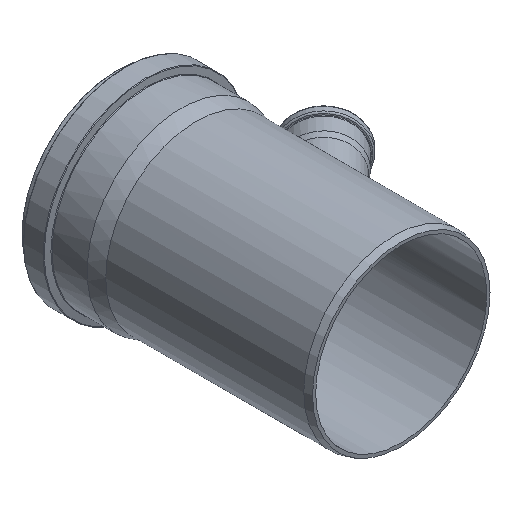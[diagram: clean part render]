
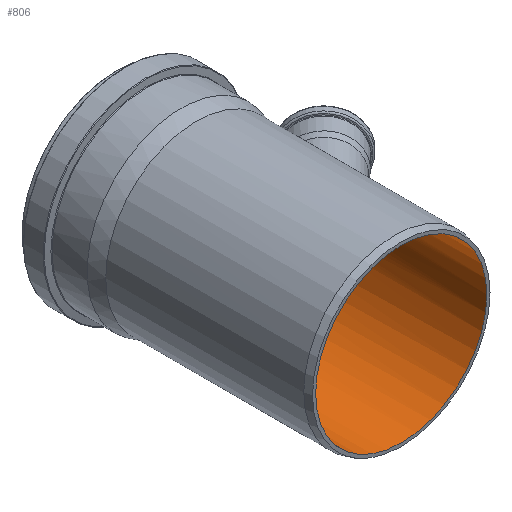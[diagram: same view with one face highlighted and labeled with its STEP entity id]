
A CAD part, isometric view. The second image highlights one B-rep face of the part: STEP entity #806.
In plain terms, the highlighted cylindrical face has radius 149.1 mm (diameter 298.2 mm), a full revolution.
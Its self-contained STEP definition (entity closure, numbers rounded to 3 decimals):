
#83=FACE_BOUND('',#315,.T.);
#137=CIRCLE('',#893,149.1);
#139=CIRCLE('',#897,149.1);
#172=CYLINDRICAL_SURFACE('',#898,149.1);
#220=FACE_OUTER_BOUND('',#314,.T.);
#314=EDGE_LOOP('',(#710,#711));
#315=EDGE_LOOP('',(#712));
#396=B_SPLINE_CURVE_WITH_KNOTS('',3,(#2049,#2050,#2051,#2052,#2053,#2054,
#2055,#2056,#2057,#2058,#2059,#2060,#2061,#2062,#2063,#2064,#2065,#2066,
#2067,#2068,#2069,#2070,#2071,#2072,#2073,#2074,#2075,#2076,#2077,#2078,
#2079,#2080,#2081,#2082,#2083,#2084,#2085,#2086,#2087,#2088,#2089,#2090,
#2091,#2092,#2093,#2094,#2095,#2096,#2097,#2098,#2099,#2100,#2101,#2102,
#2103,#2104,#2105,#2106,#2107,#2108,#2109,#2110,#2111),.UNSPECIFIED.,.F.,
 .F.,(4,2,2,2,2,2,2,2,2,2,2,2,2,2,2,2,2,2,2,2,2,2,2,3,2,2,2,2,2,2,4),(10.92,
11.277,12.277,13.277,14.278,17.416,
18.985,20.554,21.831,23.108,24.385,
25.662,26.616,27.57,28.524,29.478,
30.432,31.386,32.34,33.294,34.571,
35.848,37.125,38.402,39.971,41.54,
44.678,45.678,46.679,47.679,48.036),
 .UNSPECIFIED.);
#431=VERTEX_POINT('',#2047);
#432=VERTEX_POINT('',#2048);
#456=VERTEX_POINT('',#2194);
#523=EDGE_CURVE('',#431,#432,#396,.T.);
#547=EDGE_CURVE('',#432,#431,#137,.T.);
#549=EDGE_CURVE('',#456,#456,#139,.T.);
#710=ORIENTED_EDGE('',*,*,#547,.F.);
#711=ORIENTED_EDGE('',*,*,#523,.F.);
#712=ORIENTED_EDGE('',*,*,#549,.T.);
#806=ADVANCED_FACE('',(#220,#83),#172,.F.);
#893=AXIS2_PLACEMENT_3D('',#2189,#1068,#1069);
#897=AXIS2_PLACEMENT_3D('',#2195,#1076,#1077);
#898=AXIS2_PLACEMENT_3D('',#2196,#1078,#1079);
#1068=DIRECTION('center_axis',(0.,-1.,0.));
#1069=DIRECTION('ref_axis',(1.,0.,0.));
#1076=DIRECTION('center_axis',(0.,-1.,0.));
#1077=DIRECTION('ref_axis',(1.,0.,0.));
#1078=DIRECTION('center_axis',(0.,-1.,0.));
#1079=DIRECTION('ref_axis',(1.,0.,0.));
#2047=CARTESIAN_POINT('',(148.964,0.,-6.364));
#2048=CARTESIAN_POINT('',(148.964,0.,6.364));
#2049=CARTESIAN_POINT('Ctrl Pts',(148.964,0.,
-6.364));
#2050=CARTESIAN_POINT('Ctrl Pts',(148.915,-0.253,-7.525));
#2051=CARTESIAN_POINT('Ctrl Pts',(148.852,-0.573,-8.675));
#2052=CARTESIAN_POINT('Ctrl Pts',(148.568,-2.029,-12.982));
#2053=CARTESIAN_POINT('Ctrl Pts',(148.264,-3.601,-16.027));
#2054=CARTESIAN_POINT('Ctrl Pts',(147.538,-7.468,-21.717));
#2055=CARTESIAN_POINT('Ctrl Pts',(147.116,-9.765,-24.368));
#2056=CARTESIAN_POINT('Ctrl Pts',(146.235,-14.753,-29.19));
#2057=CARTESIAN_POINT('Ctrl Pts',(145.778,-17.443,-31.362));
#2058=CARTESIAN_POINT('Ctrl Pts',(143.967,-28.599,-39.272));
#2059=CARTESIAN_POINT('Ctrl Pts',(142.514,-38.829,-43.952));
#2060=CARTESIAN_POINT('Ctrl Pts',(140.933,-54.939,-48.698));
#2061=CARTESIAN_POINT('Ctrl Pts',(140.505,-60.439,-49.9));
#2062=CARTESIAN_POINT('Ctrl Pts',(139.926,-71.37,-51.501));
#2063=CARTESIAN_POINT('Ctrl Pts',(139.776,-76.802,-51.9));
#2064=CARTESIAN_POINT('Ctrl Pts',(139.776,-86.289,-51.9));
#2065=CARTESIAN_POINT('Ctrl Pts',(139.875,-90.73,-51.635));
#2066=CARTESIAN_POINT('Ctrl Pts',(140.324,-99.62,-50.403));
#2067=CARTESIAN_POINT('Ctrl Pts',(140.674,-104.07,-49.434));
#2068=CARTESIAN_POINT('Ctrl Pts',(141.605,-112.633,-46.7));
#2069=CARTESIAN_POINT('Ctrl Pts',(142.187,-116.752,-44.931));
#2070=CARTESIAN_POINT('Ctrl Pts',(143.482,-124.357,-40.605));
#2071=CARTESIAN_POINT('Ctrl Pts',(144.195,-127.841,-38.047));
#2072=CARTESIAN_POINT('Ctrl Pts',(145.416,-133.177,-33.013));
#2073=CARTESIAN_POINT('Ctrl Pts',(145.958,-135.335,-30.569));
#2074=CARTESIAN_POINT('Ctrl Pts',(146.979,-139.146,-25.206));
#2075=CARTESIAN_POINT('Ctrl Pts',(147.457,-140.801,-22.287));
#2076=CARTESIAN_POINT('Ctrl Pts',(148.254,-143.459,-16.16));
#2077=CARTESIAN_POINT('Ctrl Pts',(148.572,-144.466,-12.948));
#2078=CARTESIAN_POINT('Ctrl Pts',(148.996,-145.789,-6.457));
#2079=CARTESIAN_POINT('Ctrl Pts',(149.1,-146.106,-3.18));
#2080=CARTESIAN_POINT('Ctrl Pts',(149.1,-146.106,3.18));
#2081=CARTESIAN_POINT('Ctrl Pts',(148.996,-145.789,6.457));
#2082=CARTESIAN_POINT('Ctrl Pts',(148.572,-144.466,12.948));
#2083=CARTESIAN_POINT('Ctrl Pts',(148.254,-143.459,16.16));
#2084=CARTESIAN_POINT('Ctrl Pts',(147.457,-140.801,22.287));
#2085=CARTESIAN_POINT('Ctrl Pts',(146.979,-139.146,25.206));
#2086=CARTESIAN_POINT('Ctrl Pts',(145.958,-135.335,30.569));
#2087=CARTESIAN_POINT('Ctrl Pts',(145.416,-133.177,33.013));
#2088=CARTESIAN_POINT('Ctrl Pts',(144.195,-127.841,38.047));
#2089=CARTESIAN_POINT('Ctrl Pts',(143.482,-124.357,40.605));
#2090=CARTESIAN_POINT('Ctrl Pts',(142.187,-116.752,44.931));
#2091=CARTESIAN_POINT('Ctrl Pts',(141.605,-112.633,46.7));
#2092=CARTESIAN_POINT('Ctrl Pts',(140.674,-104.07,49.434));
#2093=CARTESIAN_POINT('Ctrl Pts',(140.324,-99.62,50.403));
#2094=CARTESIAN_POINT('Ctrl Pts',(139.875,-90.73,51.635));
#2095=CARTESIAN_POINT('Ctrl Pts',(139.776,-86.289,51.9));
#2096=CARTESIAN_POINT('Ctrl Pts',(139.776,-82.032,51.9));
#2097=CARTESIAN_POINT('Ctrl Pts',(139.776,-76.802,51.9));
#2098=CARTESIAN_POINT('Ctrl Pts',(139.926,-71.37,51.501));
#2099=CARTESIAN_POINT('Ctrl Pts',(140.505,-60.439,49.9));
#2100=CARTESIAN_POINT('Ctrl Pts',(140.933,-54.939,48.698));
#2101=CARTESIAN_POINT('Ctrl Pts',(142.514,-38.829,43.952));
#2102=CARTESIAN_POINT('Ctrl Pts',(143.967,-28.599,39.272));
#2103=CARTESIAN_POINT('Ctrl Pts',(145.778,-17.443,31.362));
#2104=CARTESIAN_POINT('Ctrl Pts',(146.235,-14.753,29.19));
#2105=CARTESIAN_POINT('Ctrl Pts',(147.116,-9.765,24.368));
#2106=CARTESIAN_POINT('Ctrl Pts',(147.538,-7.468,21.717));
#2107=CARTESIAN_POINT('Ctrl Pts',(148.264,-3.601,16.027));
#2108=CARTESIAN_POINT('Ctrl Pts',(148.568,-2.029,12.982));
#2109=CARTESIAN_POINT('Ctrl Pts',(148.852,-0.573,8.675));
#2110=CARTESIAN_POINT('Ctrl Pts',(148.915,-0.253,7.525));
#2111=CARTESIAN_POINT('Ctrl Pts',(148.964,0.,
6.364));
#2189=CARTESIAN_POINT('Origin',(0.,0.,0.));
#2194=CARTESIAN_POINT('',(149.1,-356.931,0.));
#2195=CARTESIAN_POINT('Origin',(0.,-356.931,0.));
#2196=CARTESIAN_POINT('Origin',(0.,-178.466,0.));
